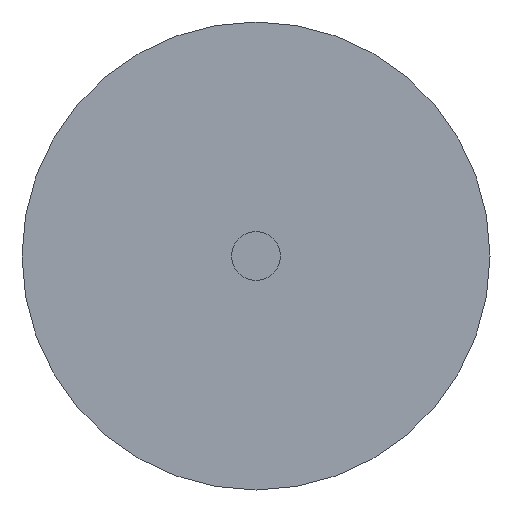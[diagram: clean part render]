
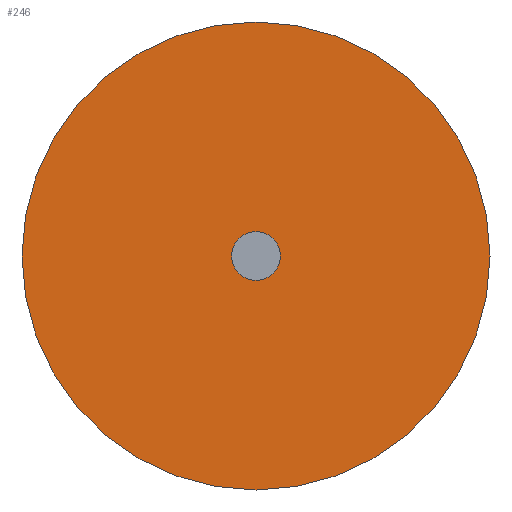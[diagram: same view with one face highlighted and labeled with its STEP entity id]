
A CAD part, front view. The second image highlights one B-rep face of the part: STEP entity #246.
In plain terms, the highlighted planar face has unit normal (0, -1, 0).
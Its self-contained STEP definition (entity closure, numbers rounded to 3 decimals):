
#19 = AXIS2_PLACEMENT_3D ( 'NONE', #188, #143, #126 ) ;
#25 = AXIS2_PLACEMENT_3D ( 'NONE', #163, #162, #153 ) ;
#42 = CARTESIAN_POINT ( 'NONE',  ( 0., 0., 0. ) ) ;
#51 = CARTESIAN_POINT ( 'NONE',  ( 0., 0., 6.5 ) ) ;
#52 = DIRECTION ( 'NONE',  ( 0., -1., 0. ) ) ;
#69 = DIRECTION ( 'NONE',  ( 0., 0., -1. ) ) ;
#70 = DIRECTION ( 'NONE',  ( 0., -1., 0. ) ) ;
#79 = DIRECTION ( 'NONE',  ( 0., 0., -1. ) ) ;
#80 = DIRECTION ( 'NONE',  ( 0., 0., -1. ) ) ;
#81 = DIRECTION ( 'NONE',  ( 0., -1., 0. ) ) ;
#125 = CARTESIAN_POINT ( 'NONE',  ( 6.5, 0., 0. ) ) ;
#126 = DIRECTION ( 'NONE',  ( 0., 0., -1. ) ) ;
#127 = PLANE ( 'NONE',  #227 ) ;
#135 = CARTESIAN_POINT ( 'NONE',  ( 0., 0., -6.5 ) ) ;
#143 = DIRECTION ( 'NONE',  ( 0., -1., 0. ) ) ;
#153 = DIRECTION ( 'NONE',  ( 0., 0., -1. ) ) ;
#157 = CARTESIAN_POINT ( 'NONE',  ( 0., 0., 62.5 ) ) ;
#162 = DIRECTION ( 'NONE',  ( 0., -1., 0. ) ) ;
#163 = CARTESIAN_POINT ( 'NONE',  ( 0., 0., 0. ) ) ;
#172 = CARTESIAN_POINT ( 'NONE',  ( 0., 0., -62.5 ) ) ;
#177 = CARTESIAN_POINT ( 'NONE',  ( 0., 0., 0. ) ) ;
#188 = CARTESIAN_POINT ( 'NONE',  ( 0., 0., 0. ) ) ;
#201 = FACE_OUTER_BOUND ( 'NONE', #276, .T. ) ;
#213 = FACE_BOUND ( 'NONE', #280, .T. ) ;
#227 = AXIS2_PLACEMENT_3D ( 'NONE', #125, #52, #79 ) ;
#239 = AXIS2_PLACEMENT_3D ( 'NONE', #177, #81, #80 ) ;
#246 = ADVANCED_FACE ( 'NONE', ( #201, #213 ), #127, .T. ) ;
#263 = EDGE_CURVE ( 'NONE', #332, #325, #371, .T. ) ;
#276 = EDGE_LOOP ( 'NONE', ( #305, #330 ) ) ;
#280 = EDGE_LOOP ( 'NONE', ( #299, #342 ) ) ;
#286 = EDGE_CURVE ( 'NONE', #325, #332, #392, .T. ) ;
#287 = EDGE_CURVE ( 'NONE', #317, #335, #368, .T. ) ;
#295 = EDGE_CURVE ( 'NONE', #335, #317, #387, .T. ) ;
#296 = AXIS2_PLACEMENT_3D ( 'NONE', #42, #70, #69 ) ;
#299 = ORIENTED_EDGE ( 'NONE', *, *, #286, .F. ) ;
#305 = ORIENTED_EDGE ( 'NONE', *, *, #295, .T. ) ;
#317 = VERTEX_POINT ( 'NONE', #157 ) ;
#325 = VERTEX_POINT ( 'NONE', #135 ) ;
#330 = ORIENTED_EDGE ( 'NONE', *, *, #287, .T. ) ;
#332 = VERTEX_POINT ( 'NONE', #51 ) ;
#335 = VERTEX_POINT ( 'NONE', #172 ) ;
#342 = ORIENTED_EDGE ( 'NONE', *, *, #263, .F. ) ;
#368 = CIRCLE ( 'NONE', #19, 62.5 ) ;
#371 = CIRCLE ( 'NONE', #239, 6.5 ) ;
#387 = CIRCLE ( 'NONE', #25, 62.5 ) ;
#392 = CIRCLE ( 'NONE', #296, 6.5 ) ;
